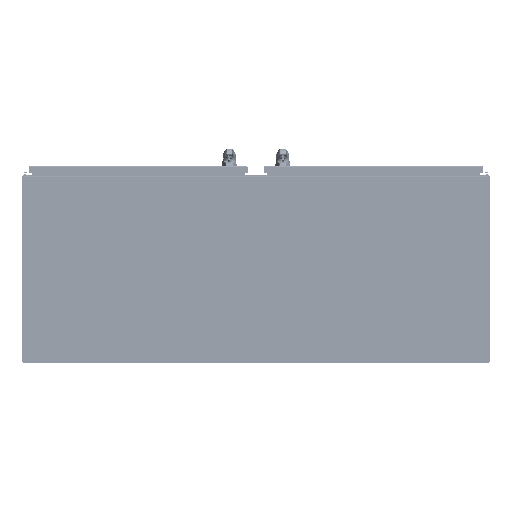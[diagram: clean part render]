
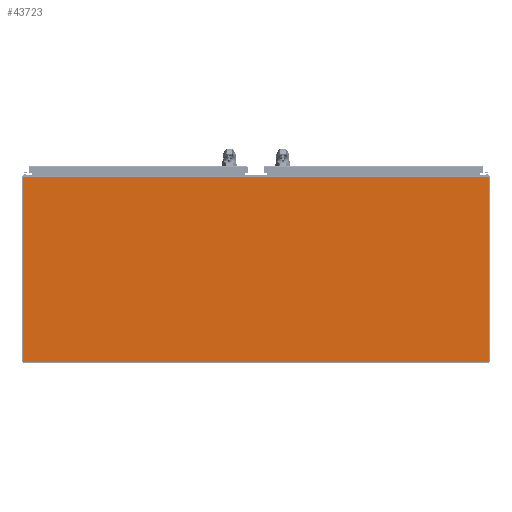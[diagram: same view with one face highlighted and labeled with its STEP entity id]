
A CAD part, front view. The second image highlights one B-rep face of the part: STEP entity #43723.
In plain terms, the highlighted face is planar.
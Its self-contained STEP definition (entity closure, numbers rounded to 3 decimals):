
#5410=FACE_OUTER_BOUND('',#8122,.T.);
#8122=EDGE_LOOP('',(#29396,#29397,#29398,#29399));
#11388=LINE('',#65541,#15020);
#11394=LINE('',#65559,#15026);
#11397=LINE('',#65565,#15029);
#11398=LINE('',#65566,#15030);
#15020=VECTOR('',#51975,59.875);
#15026=VECTOR('',#51999,23.844);
#15029=VECTOR('',#52004,23.844);
#15030=VECTOR('',#52005,59.875);
#18570=VERTEX_POINT('',#65538);
#18571=VERTEX_POINT('',#65540);
#18574=VERTEX_POINT('',#65558);
#18576=VERTEX_POINT('',#65564);
#22675=EDGE_CURVE('',#18571,#18570,#11388,.T.);
#22684=EDGE_CURVE('',#18571,#18574,#11394,.T.);
#22687=EDGE_CURVE('',#18576,#18570,#11397,.T.);
#22688=EDGE_CURVE('',#18574,#18576,#11398,.T.);
#29396=ORIENTED_EDGE('',*,*,#22675,.T.);
#29397=ORIENTED_EDGE('',*,*,#22687,.F.);
#29398=ORIENTED_EDGE('',*,*,#22688,.F.);
#29399=ORIENTED_EDGE('',*,*,#22684,.F.);
#41774=PLANE('',#46609);
#43723=ADVANCED_FACE('',(#5410),#41774,.T.);
#46609=AXIS2_PLACEMENT_3D('',#65563,#52002,#52003);
#51975=DIRECTION('',(1.,0.,0.));
#51999=DIRECTION('',(0.,1.,0.));
#52002=DIRECTION('center_axis',(0.,0.,1.));
#52003=DIRECTION('ref_axis',(1.,0.,0.));
#52004=DIRECTION('',(0.,-1.,0.));
#52005=DIRECTION('',(1.,0.,0.));
#65538=CARTESIAN_POINT('',(59.429,-1.077,0.125));
#65540=CARTESIAN_POINT('',(-0.446,-1.077,0.125));
#65541=CARTESIAN_POINT('',(14.523,-1.077,0.125));
#65558=CARTESIAN_POINT('',(-0.446,22.767,0.125));
#65559=CARTESIAN_POINT('',(-0.446,-1.108,0.125));
#65563=CARTESIAN_POINT('Origin',(29.492,10.829,0.125));
#65564=CARTESIAN_POINT('',(59.429,22.767,0.125));
#65565=CARTESIAN_POINT('',(59.429,22.767,0.125));
#65566=CARTESIAN_POINT('',(-0.446,22.767,0.125));
